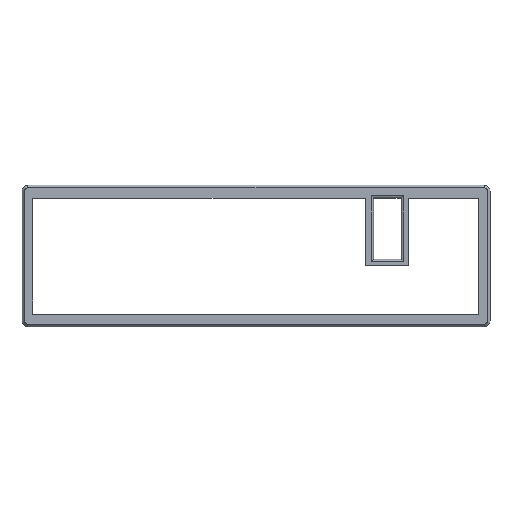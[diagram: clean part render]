
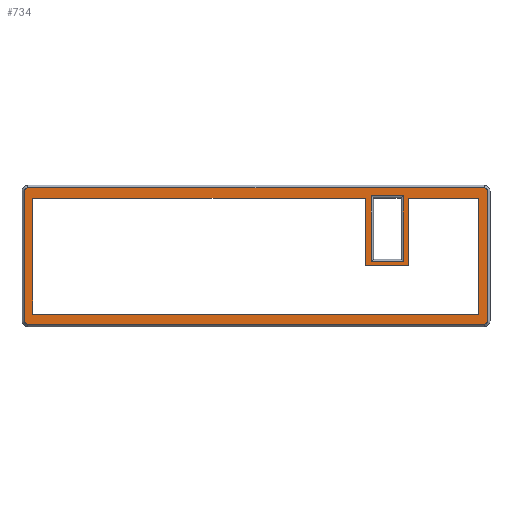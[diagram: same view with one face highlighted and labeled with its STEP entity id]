
A CAD part, top view. The second image highlights one B-rep face of the part: STEP entity #734.
In plain terms, the highlighted planar face has unit normal (0, 0, 1).
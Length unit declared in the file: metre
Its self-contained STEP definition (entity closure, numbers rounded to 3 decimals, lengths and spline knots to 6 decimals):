
#30=CIRCLE('',#801,0.003);
#31=CIRCLE('',#802,0.003);
#32=CIRCLE('',#803,0.003);
#33=CIRCLE('',#804,0.003);
#143=ORIENTED_EDGE('',*,*,#325,.T.);
#144=ORIENTED_EDGE('',*,*,#326,.T.);
#145=ORIENTED_EDGE('',*,*,#327,.T.);
#146=ORIENTED_EDGE('',*,*,#328,.T.);
#147=ORIENTED_EDGE('',*,*,#329,.T.);
#148=ORIENTED_EDGE('',*,*,#330,.T.);
#149=ORIENTED_EDGE('',*,*,#331,.T.);
#150=ORIENTED_EDGE('',*,*,#332,.T.);
#151=ORIENTED_EDGE('',*,*,#333,.T.);
#152=ORIENTED_EDGE('',*,*,#334,.T.);
#153=ORIENTED_EDGE('',*,*,#335,.T.);
#154=ORIENTED_EDGE('',*,*,#336,.T.);
#155=ORIENTED_EDGE('',*,*,#299,.T.);
#156=ORIENTED_EDGE('',*,*,#303,.T.);
#157=ORIENTED_EDGE('',*,*,#306,.T.);
#158=ORIENTED_EDGE('',*,*,#309,.F.);
#159=ORIENTED_EDGE('',*,*,#312,.T.);
#160=ORIENTED_EDGE('',*,*,#315,.T.);
#161=ORIENTED_EDGE('',*,*,#318,.F.);
#162=ORIENTED_EDGE('',*,*,#322,.F.);
#299=EDGE_CURVE('',#393,#392,#458,.T.);
#303=EDGE_CURVE('',#392,#395,#462,.T.);
#306=EDGE_CURVE('',#395,#397,#465,.T.);
#309=EDGE_CURVE('',#399,#397,#468,.T.);
#312=EDGE_CURVE('',#399,#401,#471,.T.);
#315=EDGE_CURVE('',#401,#403,#474,.T.);
#318=EDGE_CURVE('',#405,#403,#477,.T.);
#322=EDGE_CURVE('',#393,#405,#481,.T.);
#325=EDGE_CURVE('',#406,#407,#484,.T.);
#326=EDGE_CURVE('',#407,#408,#485,.T.);
#327=EDGE_CURVE('',#408,#409,#486,.F.);
#328=EDGE_CURVE('',#409,#406,#487,.F.);
#329=EDGE_CURVE('',#410,#411,#488,.T.);
#330=EDGE_CURVE('',#411,#412,#30,.T.);
#331=EDGE_CURVE('',#412,#413,#489,.T.);
#332=EDGE_CURVE('',#413,#414,#31,.T.);
#333=EDGE_CURVE('',#414,#415,#490,.T.);
#334=EDGE_CURVE('',#415,#416,#32,.T.);
#335=EDGE_CURVE('',#416,#417,#491,.T.);
#336=EDGE_CURVE('',#417,#410,#33,.T.);
#392=VERTEX_POINT('',#1146);
#393=VERTEX_POINT('',#1148);
#395=VERTEX_POINT('',#1154);
#397=VERTEX_POINT('',#1160);
#399=VERTEX_POINT('',#1166);
#401=VERTEX_POINT('',#1172);
#403=VERTEX_POINT('',#1178);
#405=VERTEX_POINT('',#1184);
#406=VERTEX_POINT('',#1197);
#407=VERTEX_POINT('',#1198);
#408=VERTEX_POINT('',#1200);
#409=VERTEX_POINT('',#1202);
#410=VERTEX_POINT('',#1205);
#411=VERTEX_POINT('',#1206);
#412=VERTEX_POINT('',#1208);
#413=VERTEX_POINT('',#1210);
#414=VERTEX_POINT('',#1212);
#415=VERTEX_POINT('',#1214);
#416=VERTEX_POINT('',#1216);
#417=VERTEX_POINT('',#1218);
#458=LINE('',#1147,#531);
#462=LINE('',#1155,#535);
#465=LINE('',#1161,#538);
#468=LINE('',#1167,#541);
#471=LINE('',#1173,#544);
#474=LINE('',#1179,#547);
#477=LINE('',#1185,#550);
#481=LINE('',#1191,#554);
#484=LINE('',#1196,#557);
#485=LINE('',#1199,#558);
#486=LINE('',#1201,#559);
#487=LINE('',#1203,#560);
#488=LINE('',#1204,#561);
#489=LINE('',#1209,#562);
#490=LINE('',#1213,#563);
#491=LINE('',#1217,#564);
#531=VECTOR('',#915,1.);
#535=VECTOR('',#921,1.);
#538=VECTOR('',#926,1.);
#541=VECTOR('',#931,1.);
#544=VECTOR('',#936,1.);
#547=VECTOR('',#941,1.);
#550=VECTOR('',#946,1.);
#554=VECTOR('',#954,1.);
#557=VECTOR('',#961,1.);
#558=VECTOR('',#962,1.);
#559=VECTOR('',#963,1.);
#560=VECTOR('',#964,1.);
#561=VECTOR('',#965,1.);
#562=VECTOR('',#968,1.);
#563=VECTOR('',#971,1.);
#564=VECTOR('',#974,1.);
#594=EDGE_LOOP('',(#143,#144,#145,#146));
#595=EDGE_LOOP('',(#147,#148,#149,#150,#151,#152,#153,#154));
#596=EDGE_LOOP('',(#155,#156,#157,#158,#159,#160,#161,#162));
#651=FACE_BOUND('',#594,.T.);
#652=FACE_BOUND('',#595,.T.);
#653=FACE_BOUND('',#596,.T.);
#704=PLANE('',#800);
#734=ADVANCED_FACE('',(#651,#652,#653),#704,.T.);
#800=AXIS2_PLACEMENT_3D('',#1195,#959,#960);
#801=AXIS2_PLACEMENT_3D('',#1207,#966,#967);
#802=AXIS2_PLACEMENT_3D('',#1211,#969,#970);
#803=AXIS2_PLACEMENT_3D('',#1215,#972,#973);
#804=AXIS2_PLACEMENT_3D('',#1219,#975,#976);
#915=DIRECTION('',(1.,0.,0.));
#921=DIRECTION('',(0.,-1.,0.));
#926=DIRECTION('',(1.,0.,0.));
#931=DIRECTION('',(0.,-1.,0.));
#936=DIRECTION('',(1.,0.,0.));
#941=DIRECTION('',(0.,-1.,0.));
#946=DIRECTION('',(1.,0.,0.));
#954=DIRECTION('',(0.,-1.,0.));
#959=DIRECTION('',(0.,0.,1.));
#960=DIRECTION('',(1.,0.,0.));
#961=DIRECTION('',(1.,0.,0.));
#962=DIRECTION('',(0.,-1.,0.));
#963=DIRECTION('',(1.,0.,0.));
#964=DIRECTION('',(0.,-1.,0.));
#965=DIRECTION('',(-1.,0.,0.));
#966=DIRECTION('',(0.,0.,1.));
#967=DIRECTION('',(1.,0.,0.));
#968=DIRECTION('',(0.,-1.,0.));
#969=DIRECTION('',(0.,0.,1.));
#970=DIRECTION('',(1.,0.,0.));
#971=DIRECTION('',(1.,0.,0.));
#972=DIRECTION('',(0.,0.,1.));
#973=DIRECTION('',(1.,0.,0.));
#974=DIRECTION('',(0.,1.,0.));
#975=DIRECTION('',(0.,0.,1.));
#976=DIRECTION('',(1.,0.,0.));
#1146=CARTESIAN_POINT('',(0.091389,0.048387,0.008));
#1147=CARTESIAN_POINT('',(-0.047711,0.048387,0.008));
#1148=CARTESIAN_POINT('',(-0.186811,0.048387,0.008));
#1154=CARTESIAN_POINT('',(0.091389,-0.008314,0.008));
#1155=CARTESIAN_POINT('',(0.091389,0.020036,0.008));
#1160=CARTESIAN_POINT('',(0.127402,-0.008314,0.008));
#1161=CARTESIAN_POINT('',(0.109395,-0.008314,0.008));
#1166=CARTESIAN_POINT('',(0.127402,0.048387,0.008));
#1167=CARTESIAN_POINT('',(0.127402,0.020036,0.008));
#1172=CARTESIAN_POINT('',(0.186577,0.048387,0.008));
#1173=CARTESIAN_POINT('',(0.15699,0.048387,0.008));
#1178=CARTESIAN_POINT('',(0.186577,-0.048633,0.008));
#1179=CARTESIAN_POINT('',(0.186577,-0.000123,0.008));
#1184=CARTESIAN_POINT('',(-0.186811,-0.048633,0.008));
#1185=CARTESIAN_POINT('',(-0.000117,-0.048633,0.008));
#1191=CARTESIAN_POINT('',(-0.186811,-0.000123,0.008));
#1195=CARTESIAN_POINT('',(0.,0.,0.008));
#1196=CARTESIAN_POINT('',(0.121413,0.050387,0.008));
#1197=CARTESIAN_POINT('',(0.096333,0.050387,0.008));
#1198=CARTESIAN_POINT('',(0.123413,0.050387,0.008));
#1199=CARTESIAN_POINT('',(0.123413,-0.002788,0.008));
#1200=CARTESIAN_POINT('',(0.123413,-0.004788,0.008));
#1201=CARTESIAN_POINT('',(0.,-0.004788,0.008));
#1202=CARTESIAN_POINT('',(0.096333,-0.004788,0.008));
#1203=CARTESIAN_POINT('',(0.096333,0.,0.008));
#1204=CARTESIAN_POINT('',(0.,0.057025,0.008));
#1205=CARTESIAN_POINT('',(0.1908,0.057025,0.008));
#1206=CARTESIAN_POINT('',(-0.1908,0.057025,0.008));
#1207=CARTESIAN_POINT('',(-0.1908,0.054025,0.008));
#1208=CARTESIAN_POINT('',(-0.1938,0.054025,0.008));
#1209=CARTESIAN_POINT('',(-0.1938,-0.054025,0.008));
#1210=CARTESIAN_POINT('',(-0.1938,-0.054025,0.008));
#1211=CARTESIAN_POINT('',(-0.1908,-0.054025,0.008));
#1212=CARTESIAN_POINT('',(-0.1908,-0.057025,0.008));
#1213=CARTESIAN_POINT('',(0.1908,-0.057025,0.008));
#1214=CARTESIAN_POINT('',(0.1908,-0.057025,0.008));
#1215=CARTESIAN_POINT('',(0.1908,-0.054025,0.008));
#1216=CARTESIAN_POINT('',(0.1938,-0.054025,0.008));
#1217=CARTESIAN_POINT('',(0.1938,0.,0.008));
#1218=CARTESIAN_POINT('',(0.1938,0.054025,0.008));
#1219=CARTESIAN_POINT('',(0.1908,0.054025,0.008));
